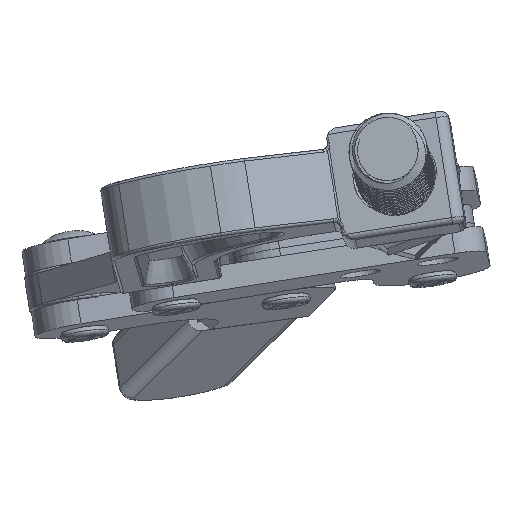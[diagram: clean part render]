
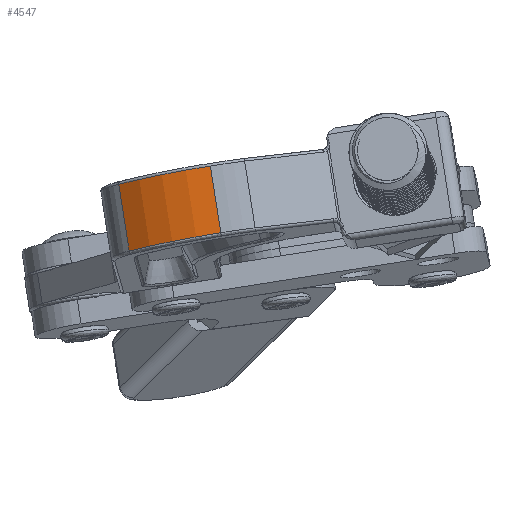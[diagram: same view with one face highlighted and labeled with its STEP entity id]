
A CAD part, left-side view. The second image highlights one B-rep face of the part: STEP entity #4547.
In plain terms, the highlighted cylindrical face has radius 25 mm (diameter 50 mm), a partial arc.
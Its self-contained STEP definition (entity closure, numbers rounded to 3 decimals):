
#2013 = FACE_OUTER_BOUND ( 'NONE', #37430, .T. ) ;
#2014 = CYLINDRICAL_SURFACE ( 'NONE', #7828, 25. ) ;
#4547 = ADVANCED_FACE ( 'NONE', ( #2013 ), #2014, .T. ) ;
#7281 = DIRECTION ( 'NONE',  ( -1., 0., 0. ) ) ;
#7282 = DIRECTION ( 'NONE',  ( 0., 0., -1. ) ) ;
#7298 = CARTESIAN_POINT ( 'NONE',  ( -1024.643, -765.618, 18.5 ) ) ;
#7828 = AXIS2_PLACEMENT_3D ( 'NONE', #7298, #7282, #7281 ) ;
#15489 = CIRCLE ( 'NONE', #30243, 25. ) ;
#15521 = LINE ( 'NONE', #29387, #15526 ) ;
#15526 = VECTOR ( 'NONE', #29377, 1000. ) ;
#29108 = CARTESIAN_POINT ( 'NONE',  ( -1024.643, -765.618, 3.75 ) ) ;
#29110 = DIRECTION ( 'NONE',  ( 0., 0., 1. ) ) ;
#29111 = DIRECTION ( 'NONE',  ( -1., 0., 0. ) ) ;
#29377 = DIRECTION ( 'NONE',  ( 0., 0., -1. ) ) ;
#29387 = CARTESIAN_POINT ( 'NONE',  ( -1049.643, -765.618, 18.5 ) ) ;
#30243 = AXIS2_PLACEMENT_3D ( 'NONE', #29108, #29110, #29111 ) ;
#30323 = AXIS2_PLACEMENT_3D ( 'NONE', #46321, #46322, #46323 ) ;
#36187 = EDGE_CURVE ( 'NONE', #41659, #41660, #15489, .T. ) ;
#36202 = EDGE_CURVE ( 'NONE', #41673, #41660, #15521, .T. ) ;
#37430 = EDGE_LOOP ( 'NONE', ( #40065, #40066, #40067, #40068 ) ) ;
#40065 = ORIENTED_EDGE ( 'NONE', *, *, #36202, .F. ) ;
#40066 = ORIENTED_EDGE ( 'NONE', *, *, #42080, .T. ) ;
#40067 = ORIENTED_EDGE ( 'NONE', *, *, #42135, .F. ) ;
#40068 = ORIENTED_EDGE ( 'NONE', *, *, #36187, .T. ) ;
#40340 = VERTEX_POINT ( 'NONE', #44364 ) ;
#41659 = VERTEX_POINT ( 'NONE', #45371 ) ;
#41660 = VERTEX_POINT ( 'NONE', #45372 ) ;
#41673 = VERTEX_POINT ( 'NONE', #45385 ) ;
#42080 = EDGE_CURVE ( 'NONE', #41673, #40340, #46640, .T. ) ;
#42135 = EDGE_CURVE ( 'NONE', #41659, #40340, #46715, .T. ) ;
#44364 = CARTESIAN_POINT ( 'NONE',  ( -1044.507, -750.439, 14.75 ) ) ;
#45371 = CARTESIAN_POINT ( 'NONE',  ( -1044.507, -750.439, 3.75 ) ) ;
#45372 = CARTESIAN_POINT ( 'NONE',  ( -1049.643, -765.618, 3.75 ) ) ;
#45385 = CARTESIAN_POINT ( 'NONE',  ( -1049.643, -765.618, 14.75 ) ) ;
#46321 = CARTESIAN_POINT ( 'NONE',  ( -1024.643, -765.618, 14.75 ) ) ;
#46322 = DIRECTION ( 'NONE',  ( 0., 0., -1. ) ) ;
#46323 = DIRECTION ( 'NONE',  ( -1., 0., 0. ) ) ;
#46640 = CIRCLE ( 'NONE', #30323, 25. ) ;
#46715 = LINE ( 'NONE', #47935, #46716 ) ;
#46716 = VECTOR ( 'NONE', #47936, 1000. ) ;
#47935 = CARTESIAN_POINT ( 'NONE',  ( -1044.507, -750.439, 18.5 ) ) ;
#47936 = DIRECTION ( 'NONE',  ( 0., 0., 1. ) ) ;
